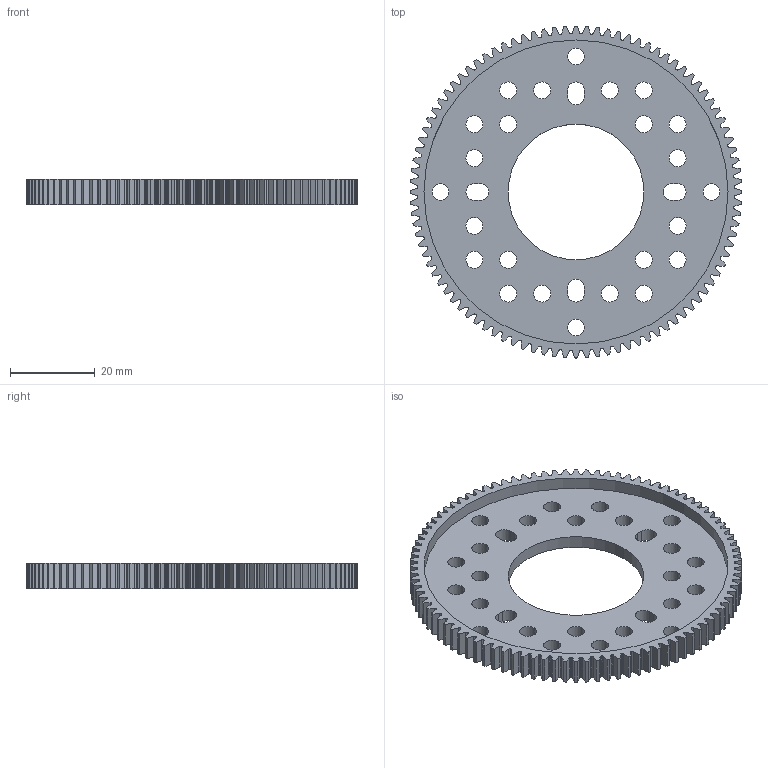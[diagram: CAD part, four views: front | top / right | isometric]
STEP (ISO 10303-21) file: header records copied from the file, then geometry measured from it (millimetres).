
FILE_DESCRIPTION (( 'STEP AP203' ), '1' );
FILE_NAME ('2302-0032-0096.STEP', '2017-04-06T20:20:45', ( '' ), ( '' ), 'SwSTEP 2.0', 'SolidWorks 2016', '' );
FILE_SCHEMA (( 'CONFIG_CONTROL_DESIGN' ));
Length unit declared in the file: millimetre
Products named in the file (1): 2302-0032-0096
Bounding box: 78.4 x 78.4 x 6 mm (x, y, z)
Volume: 12039 mm3; surface area: 11778.6 mm2
Topology: 1 solids, 1 shells, 842 faces, 2517 edges, 1678 vertices
Faces by surface type: bspline 384, cylinder 255, plane 203
Entity records: 40712 total; most frequent: CARTESIAN_POINT 20014, ORIENTED_EDGE 5034, DIRECTION 3177, EDGE_CURVE 2517, VERTEX_POINT 1678, LINE 1239, VECTOR 1239, AXIS2_PLACEMENT_3D 969
